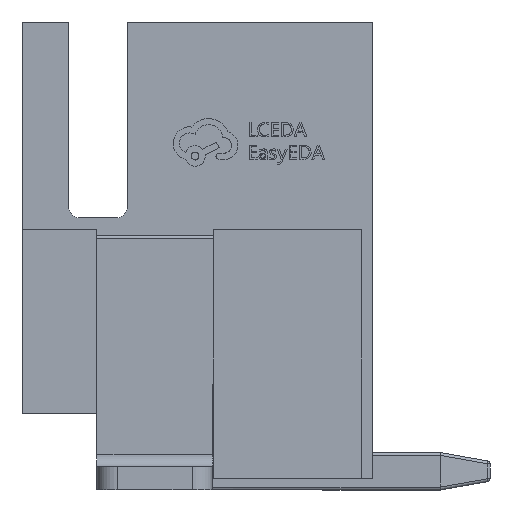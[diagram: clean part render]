
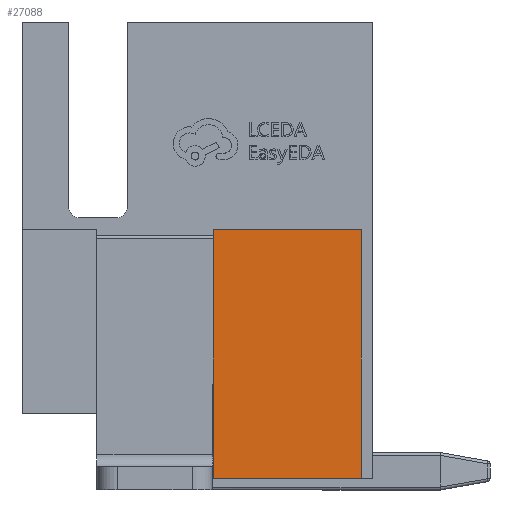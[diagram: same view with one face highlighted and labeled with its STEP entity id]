
A CAD part, left-side view. The second image highlights one B-rep face of the part: STEP entity #27088.
In plain terms, the highlighted planar face has unit normal (-1, 0, 0).
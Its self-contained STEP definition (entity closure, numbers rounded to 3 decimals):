
#25 = DIRECTION ( 'NONE',  ( 0., 0., -1. ) ) ;
#2447 = CARTESIAN_POINT ( 'NONE',  ( -7.56, -0.27, 0.2 ) ) ;
#3644 = DIRECTION ( 'NONE',  ( 0., -1., 0. ) ) ;
#4222 = FACE_OUTER_BOUND ( 'NONE', #23521, .T. ) ;
#5368 = ORIENTED_EDGE ( 'NONE', *, *, #10081, .T. ) ;
#6221 = LINE ( 'NONE', #28387, #15424 ) ;
#7232 = VERTEX_POINT ( 'NONE', #19224 ) ;
#7312 = AXIS2_PLACEMENT_3D ( 'NONE', #19464, #14274, #26647 ) ;
#8003 = ORIENTED_EDGE ( 'NONE', *, *, #15019, .T. ) ;
#9462 = CARTESIAN_POINT ( 'NONE',  ( -7.56, -2.8, 0.2 ) ) ;
#10081 = EDGE_CURVE ( 'NONE', #21769, #17281, #30315, .T. ) ;
#12889 = EDGE_CURVE ( 'NONE', #7232, #31190, #14748, .T. ) ;
#13530 = VECTOR ( 'NONE', #22279, 1000. ) ;
#14274 = DIRECTION ( 'NONE',  ( -1., 0., 0. ) ) ;
#14748 = LINE ( 'NONE', #2447, #16791 ) ;
#14762 = LINE ( 'NONE', #24531, #31066 ) ;
#15019 = EDGE_CURVE ( 'NONE', #17281, #7232, #14762, .T. ) ;
#15424 = VECTOR ( 'NONE', #3644, 1000. ) ;
#16791 = VECTOR ( 'NONE', #25, 1000. ) ;
#17281 = VERTEX_POINT ( 'NONE', #28964 ) ;
#17542 = CARTESIAN_POINT ( 'NONE',  ( -7.56, -2.8, 4.45 ) ) ;
#19224 = CARTESIAN_POINT ( 'NONE',  ( -7.56, -0.27, 4.45 ) ) ;
#19464 = CARTESIAN_POINT ( 'NONE',  ( -7.56, 0., 0. ) ) ;
#21254 = CARTESIAN_POINT ( 'NONE',  ( -7.56, -0.27, 0.2 ) ) ;
#21729 = EDGE_CURVE ( 'NONE', #31190, #21769, #6221, .T. ) ;
#21769 = VERTEX_POINT ( 'NONE', #9462 ) ;
#21907 = PLANE ( 'NONE',  #7312 ) ;
#22279 = DIRECTION ( 'NONE',  ( 0., 0., 1. ) ) ;
#23521 = EDGE_LOOP ( 'NONE', ( #5368, #8003, #25725, #26052 ) ) ;
#24531 = CARTESIAN_POINT ( 'NONE',  ( -7.56, -0.27, 4.45 ) ) ;
#25725 = ORIENTED_EDGE ( 'NONE', *, *, #12889, .T. ) ;
#26052 = ORIENTED_EDGE ( 'NONE', *, *, #21729, .T. ) ;
#26647 = DIRECTION ( 'NONE',  ( 0., 0., 1. ) ) ;
#27088 = ADVANCED_FACE ( 'NONE', ( #4222 ), #21907, .T. ) ;
#28387 = CARTESIAN_POINT ( 'NONE',  ( -7.56, -0.27, 0.2 ) ) ;
#28964 = CARTESIAN_POINT ( 'NONE',  ( -7.56, -2.8, 4.45 ) ) ;
#30315 = LINE ( 'NONE', #17542, #13530 ) ;
#31066 = VECTOR ( 'NONE', #32087, 1000. ) ;
#31190 = VERTEX_POINT ( 'NONE', #21254 ) ;
#32087 = DIRECTION ( 'NONE',  ( 0., 1., 0. ) ) ;
